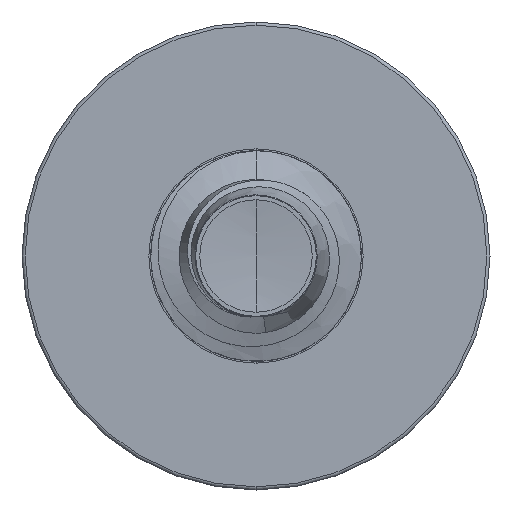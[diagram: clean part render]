
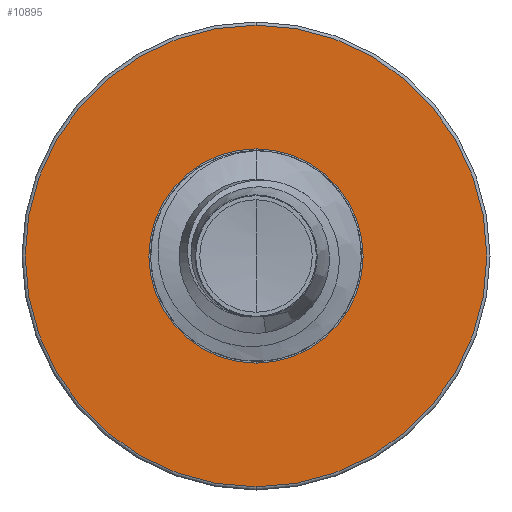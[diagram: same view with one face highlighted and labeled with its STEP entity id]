
A CAD part, front view. The second image highlights one B-rep face of the part: STEP entity #10895.
In plain terms, the highlighted planar face has unit normal (0, -1, 0).
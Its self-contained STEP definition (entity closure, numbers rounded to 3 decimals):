
#183 = CARTESIAN_POINT ( 'NONE',  ( 0., 5., -0.916 ) ) ;
#551 = CIRCLE ( 'NONE', #8688, 1.973 ) ;
#724 = FACE_OUTER_BOUND ( 'NONE', #5442, .T. ) ;
#903 = VERTEX_POINT ( 'NONE', #13930 ) ;
#1403 = CIRCLE ( 'NONE', #8100, 0.916 ) ;
#1731 = DIRECTION ( 'NONE',  ( 0., 1., 0. ) ) ;
#1918 = DIRECTION ( 'NONE',  ( 0., 1., 0. ) ) ;
#2215 = ORIENTED_EDGE ( 'NONE', *, *, #9670, .F. ) ;
#2705 = EDGE_LOOP ( 'NONE', ( #6526, #12971 ) ) ;
#2910 = VERTEX_POINT ( 'NONE', #8783 ) ;
#4245 = CARTESIAN_POINT ( 'NONE',  ( 0., 5., 0. ) ) ;
#4677 = DIRECTION ( 'NONE',  ( 0., 0., 1. ) ) ;
#4985 = CARTESIAN_POINT ( 'NONE',  ( 0., 5., 0.916 ) ) ;
#5397 = DIRECTION ( 'NONE',  ( 0., 0., 1. ) ) ;
#5442 = EDGE_LOOP ( 'NONE', ( #9402, #2215 ) ) ;
#5497 = AXIS2_PLACEMENT_3D ( 'NONE', #8728, #1918, #9848 ) ;
#5891 = CARTESIAN_POINT ( 'NONE',  ( 0., 5., 1.973 ) ) ;
#6216 = VERTEX_POINT ( 'NONE', #5891 ) ;
#6526 = ORIENTED_EDGE ( 'NONE', *, *, #13424, .T. ) ;
#6607 = DIRECTION ( 'NONE',  ( 0., 1., 0. ) ) ;
#7454 = AXIS2_PLACEMENT_3D ( 'NONE', #183, #11429, #4677 ) ;
#8100 = AXIS2_PLACEMENT_3D ( 'NONE', #13290, #6607, #14365 ) ;
#8191 = AXIS2_PLACEMENT_3D ( 'NONE', #4245, #12135, #5397 ) ;
#8263 = VERTEX_POINT ( 'NONE', #4985 ) ;
#8537 = CARTESIAN_POINT ( 'NONE',  ( 0., 5., 0. ) ) ;
#8688 = AXIS2_PLACEMENT_3D ( 'NONE', #8537, #1731, #9658 ) ;
#8728 = CARTESIAN_POINT ( 'NONE',  ( 0., 5., 0. ) ) ;
#8783 = CARTESIAN_POINT ( 'NONE',  ( 0., 5., -1.973 ) ) ;
#9173 = PLANE ( 'NONE',  #7454 ) ;
#9372 = FACE_BOUND ( 'NONE', #2705, .T. ) ;
#9402 = ORIENTED_EDGE ( 'NONE', *, *, #10562, .F. ) ;
#9658 = DIRECTION ( 'NONE',  ( 0., 0., 1. ) ) ;
#9670 = EDGE_CURVE ( 'NONE', #2910, #6216, #551, .T. ) ;
#9848 = DIRECTION ( 'NONE',  ( 0., 0., 1. ) ) ;
#10562 = EDGE_CURVE ( 'NONE', #6216, #2910, #10762, .T. ) ;
#10653 = EDGE_CURVE ( 'NONE', #903, #8263, #1403, .T. ) ;
#10762 = CIRCLE ( 'NONE', #8191, 1.973 ) ;
#10895 = ADVANCED_FACE ( 'NONE', ( #724, #9372 ), #9173, .F. ) ;
#11417 = CIRCLE ( 'NONE', #5497, 0.916 ) ;
#11429 = DIRECTION ( 'NONE',  ( 0., 1., 0. ) ) ;
#12135 = DIRECTION ( 'NONE',  ( 0., 1., 0. ) ) ;
#12971 = ORIENTED_EDGE ( 'NONE', *, *, #10653, .T. ) ;
#13290 = CARTESIAN_POINT ( 'NONE',  ( 0., 5., 0. ) ) ;
#13424 = EDGE_CURVE ( 'NONE', #8263, #903, #11417, .T. ) ;
#13930 = CARTESIAN_POINT ( 'NONE',  ( 0., 5., -0.916 ) ) ;
#14365 = DIRECTION ( 'NONE',  ( 0., 0., 1. ) ) ;
